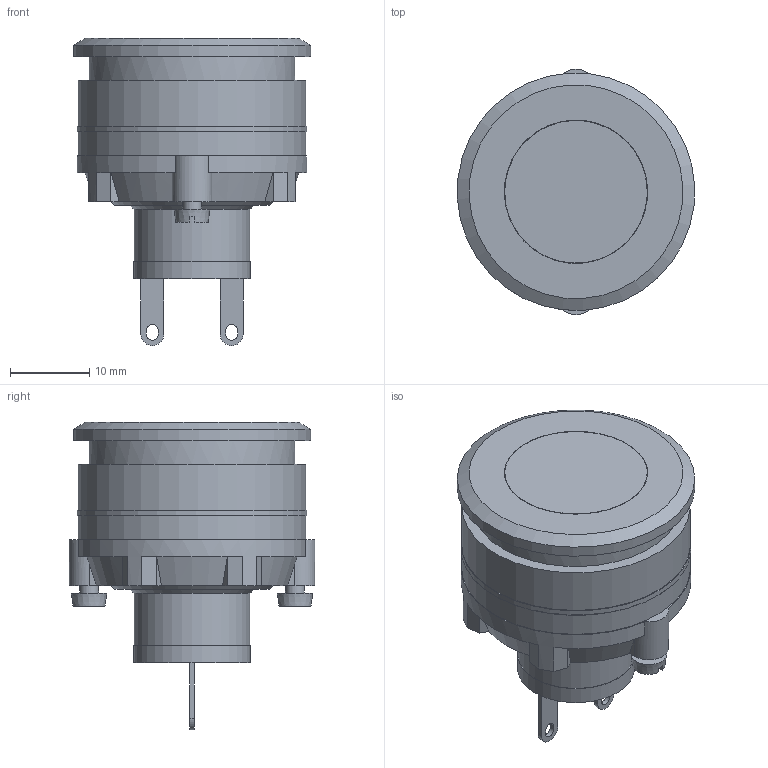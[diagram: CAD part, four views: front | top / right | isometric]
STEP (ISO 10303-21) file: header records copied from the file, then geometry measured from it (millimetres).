
FILE_DESCRIPTION((' '),'2;1');
FILE_NAME('LAPPLV30xxxxxxx.stp','2017-07-26T14:41:06',(' '),(' '),' ','ACIS',' ');
FILE_SCHEMA(('CONFIG_CONTROL_DESIGN'));
Length unit declared in the file: inch
Products named in the file (4): LAPPLV30xxxxxxx.stp; Body1; Body2; Body3
Assembly tree (3 placements, depth 2):
  LAPPLV30xxxxxxx.stp
    Body1
    Body2
    Body3
Bounding box: 29.94 x 31 x 38.8 mm (x, y, z)
Volume: 12276.8 mm3; surface area: 7867.4 mm2
Topology: 3 solids, 8 shells, 209 faces, 490 edges, 319 vertices
Faces by surface type: plane 148, cylinder 36, cone 21, torus 3, sphere 1
Full cylindrical faces by diameter (mm): 2.4 x2, 3.5 x2, 5.7 x2, 7 x1, 13 x1, 14.6 x1, 14.7 x1, 16.1 x2, 18 x1, 18.1 x1, 19.8 x1, 21.5 x2, 23 x1, 25.4 x1, 26 x1, 28.8 x2, 29 x1, 30 x1
Entity records: 6149 total; most frequent: CARTESIAN_POINT 1012, DIRECTION 990, ORIENTED_EDGE 868, EDGE_CURVE 434, AXIS2_PLACEMENT_3D 368, VERTEX_POINT 302, EDGE_LOOP 278, VECTOR 254
